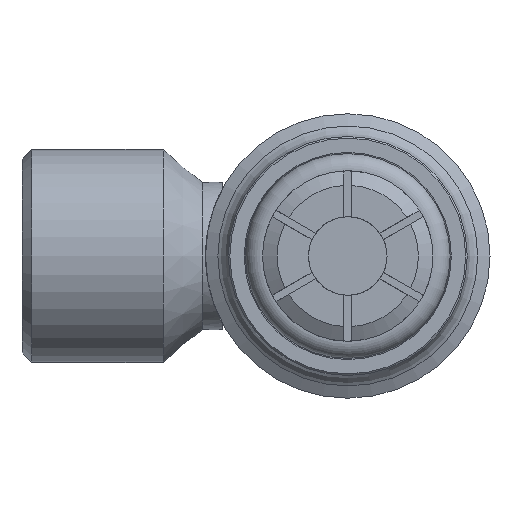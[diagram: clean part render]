
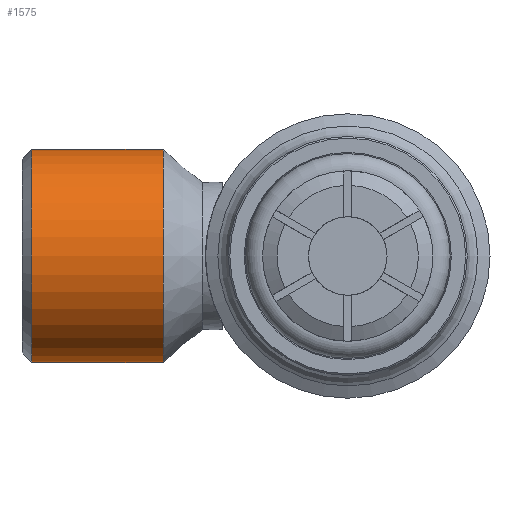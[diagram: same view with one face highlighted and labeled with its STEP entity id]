
A CAD part, left-side view. The second image highlights one B-rep face of the part: STEP entity #1575.
In plain terms, the highlighted cylindrical face has radius 16.891 mm (diameter 33.782 mm), a full revolution.
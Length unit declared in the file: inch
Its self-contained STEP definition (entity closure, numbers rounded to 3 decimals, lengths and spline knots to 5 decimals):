
#181=FACE_OUTER_BOUND('',#266,.T.);
#266=EDGE_LOOP('',(#1363,#1364,#1365,#1366,#1367,#1368));
#375=CIRCLE('',#1756,0.665);
#376=CIRCLE('',#1757,0.665);
#377=CIRCLE('',#1759,0.665);
#378=CIRCLE('',#1760,0.665);
#494=LINE('',#2833,#582);
#582=VECTOR('',#2185,0.665);
#723=VERTEX_POINT('',#2823);
#724=VERTEX_POINT('',#2824);
#725=VERTEX_POINT('',#2829);
#726=VERTEX_POINT('',#2830);
#949=EDGE_CURVE('',#723,#724,#375,.T.);
#950=EDGE_CURVE('',#724,#723,#376,.T.);
#952=EDGE_CURVE('',#725,#726,#377,.T.);
#953=EDGE_CURVE('',#726,#725,#378,.T.);
#954=EDGE_CURVE('',#726,#724,#494,.T.);
#1363=ORIENTED_EDGE('',*,*,#952,.F.);
#1364=ORIENTED_EDGE('',*,*,#953,.F.);
#1365=ORIENTED_EDGE('',*,*,#954,.T.);
#1366=ORIENTED_EDGE('',*,*,#950,.T.);
#1367=ORIENTED_EDGE('',*,*,#949,.T.);
#1368=ORIENTED_EDGE('',*,*,#954,.F.);
#1508=CYLINDRICAL_SURFACE('',#1758,0.665);
#1575=ADVANCED_FACE('',(#181),#1508,.T.);
#1756=AXIS2_PLACEMENT_3D('',#2825,#2174,#2175);
#1757=AXIS2_PLACEMENT_3D('',#2826,#2176,#2177);
#1758=AXIS2_PLACEMENT_3D('',#2828,#2179,#2180);
#1759=AXIS2_PLACEMENT_3D('',#2831,#2181,#2182);
#1760=AXIS2_PLACEMENT_3D('',#2832,#2183,#2184);
#2174=DIRECTION('center_axis',(0.,1.,0.));
#2175=DIRECTION('ref_axis',(1.,0.,0.));
#2176=DIRECTION('center_axis',(0.,1.,0.));
#2177=DIRECTION('ref_axis',(1.,0.,0.));
#2179=DIRECTION('center_axis',(0.,1.,0.));
#2180=DIRECTION('ref_axis',(-1.,0.,0.));
#2181=DIRECTION('center_axis',(0.,1.,0.));
#2182=DIRECTION('ref_axis',(1.,0.,0.));
#2183=DIRECTION('center_axis',(0.,1.,0.));
#2184=DIRECTION('ref_axis',(1.,0.,0.));
#2185=DIRECTION('',(0.,-1.,0.));
#2823=CARTESIAN_POINT('',(0.94,1.15181,0.));
#2824=CARTESIAN_POINT('',(2.27,1.15181,0.));
#2825=CARTESIAN_POINT('Origin',(1.605,1.15181,0.));
#2826=CARTESIAN_POINT('Origin',(1.605,1.15181,0.));
#2828=CARTESIAN_POINT('Origin',(1.605,1.56215,0.));
#2829=CARTESIAN_POINT('',(0.94,1.9725,0.));
#2830=CARTESIAN_POINT('',(2.27,1.9725,0.));
#2831=CARTESIAN_POINT('Origin',(1.605,1.9725,0.));
#2832=CARTESIAN_POINT('Origin',(1.605,1.9725,0.));
#2833=CARTESIAN_POINT('',(2.27,1.56215,0.));
